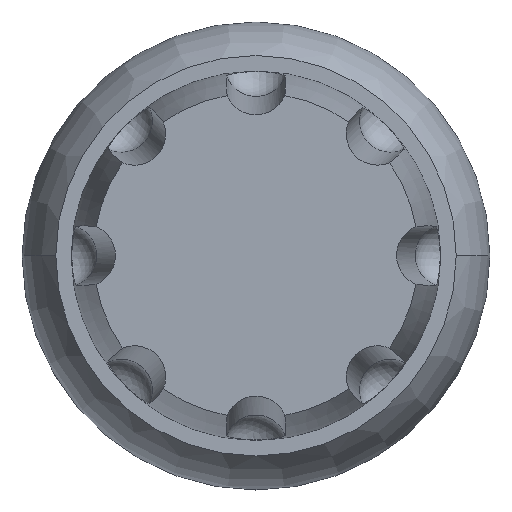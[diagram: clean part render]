
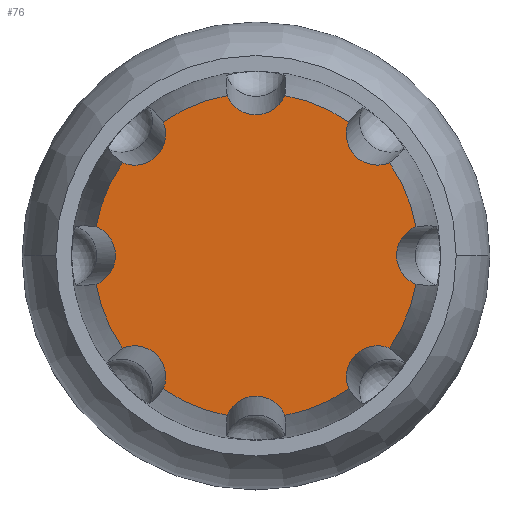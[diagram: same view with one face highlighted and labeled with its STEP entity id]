
A CAD part, top view. The second image highlights one B-rep face of the part: STEP entity #76.
In plain terms, the highlighted planar face has unit normal (0, 0, 1).
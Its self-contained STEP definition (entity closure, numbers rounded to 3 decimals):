
#76=ADVANCED_FACE('',(#156),#157,.T.);
#156=FACE_OUTER_BOUND('',#298,.T.);
#157=PLANE('',#299);
#298=EDGE_LOOP('',(#532,#533,#534,#535,#536,#537,#538,#539,#540,#541,#542,#543,#544,#545,#546,#547));
#299=AXIS2_PLACEMENT_3D('',#548,#549,#550);
#532=ORIENTED_EDGE('',*,*,#1034,.T.);
#533=ORIENTED_EDGE('',*,*,#1026,.T.);
#534=ORIENTED_EDGE('',*,*,#1055,.T.);
#535=ORIENTED_EDGE('',*,*,#1022,.T.);
#536=ORIENTED_EDGE('',*,*,#1056,.T.);
#537=ORIENTED_EDGE('',*,*,#1018,.T.);
#538=ORIENTED_EDGE('',*,*,#1057,.T.);
#539=ORIENTED_EDGE('',*,*,#1049,.T.);
#540=ORIENTED_EDGE('',*,*,#1058,.T.);
#541=ORIENTED_EDGE('',*,*,#1045,.T.);
#542=ORIENTED_EDGE('',*,*,#1059,.T.);
#543=ORIENTED_EDGE('',*,*,#1041,.T.);
#544=ORIENTED_EDGE('',*,*,#1060,.T.);
#545=ORIENTED_EDGE('',*,*,#1037,.T.);
#546=ORIENTED_EDGE('',*,*,#1054,.T.);
#547=ORIENTED_EDGE('',*,*,#1030,.T.);
#548=CARTESIAN_POINT('',(0.,5.193,0.));
#549=DIRECTION('',(0.,0.,1.0));
#550=DIRECTION('',(0.,1.0,0.));
#1018=EDGE_CURVE('',#1232,#1230,#1233,.T.);
#1022=EDGE_CURVE('',#1240,#1238,#1241,.T.);
#1026=EDGE_CURVE('',#1248,#1246,#1249,.T.);
#1030=EDGE_CURVE('',#1256,#1254,#1257,.T.);
#1034=EDGE_CURVE('',#1254,#1248,#1262,.T.);
#1037=EDGE_CURVE('',#1267,#1265,#1268,.T.);
#1041=EDGE_CURVE('',#1275,#1273,#1276,.T.);
#1045=EDGE_CURVE('',#1283,#1281,#1284,.T.);
#1049=EDGE_CURVE('',#1291,#1289,#1292,.T.);
#1054=EDGE_CURVE('',#1265,#1256,#1298,.T.);
#1055=EDGE_CURVE('',#1246,#1240,#1299,.T.);
#1056=EDGE_CURVE('',#1238,#1232,#1300,.T.);
#1057=EDGE_CURVE('',#1230,#1291,#1301,.T.);
#1058=EDGE_CURVE('',#1289,#1283,#1302,.T.);
#1059=EDGE_CURVE('',#1281,#1275,#1303,.T.);
#1060=EDGE_CURVE('',#1273,#1267,#1304,.T.);
#1230=VERTEX_POINT('',#1561);
#1232=VERTEX_POINT('',#1568);
#1233=CIRCLE('',#1569,10.387);
#1238=VERTEX_POINT('',#1612);
#1240=VERTEX_POINT('',#1619);
#1241=CIRCLE('',#1620,10.387);
#1246=VERTEX_POINT('',#1663);
#1248=VERTEX_POINT('',#1670);
#1249=CIRCLE('',#1671,10.387);
#1254=VERTEX_POINT('',#1714);
#1256=VERTEX_POINT('',#1721);
#1257=CIRCLE('',#1722,10.387);
#1262=ELLIPSE('',#1749,2.015,2.0);
#1265=VERTEX_POINT('',#1769);
#1267=VERTEX_POINT('',#1776);
#1268=CIRCLE('',#1777,10.387);
#1273=VERTEX_POINT('',#1820);
#1275=VERTEX_POINT('',#1827);
#1276=CIRCLE('',#1828,10.387);
#1281=VERTEX_POINT('',#1871);
#1283=VERTEX_POINT('',#1878);
#1284=CIRCLE('',#1879,10.387);
#1289=VERTEX_POINT('',#1922);
#1291=VERTEX_POINT('',#1929);
#1292=CIRCLE('',#1930,10.387);
#1298=ELLIPSE('',#1958,2.015,2.0);
#1299=ELLIPSE('',#1959,2.015,2.0);
#1300=ELLIPSE('',#1960,2.015,2.0);
#1301=ELLIPSE('',#1961,2.015,2.0);
#1302=ELLIPSE('',#1962,2.015,2.0);
#1303=ELLIPSE('',#1963,2.015,2.0);
#1304=ELLIPSE('',#1964,2.015,2.0);
#1561=CARTESIAN_POINT('',(-10.222,1.845,0.));
#1568=CARTESIAN_POINT('',(-8.532,5.923,0.));
#1569=AXIS2_PLACEMENT_3D('',#2260,#2261,#2262);
#1612=CARTESIAN_POINT('',(-5.923,8.532,0.));
#1619=CARTESIAN_POINT('',(-1.845,10.222,0.));
#1620=AXIS2_PLACEMENT_3D('',#2263,#2264,#2265);
#1663=CARTESIAN_POINT('',(1.845,10.222,0.));
#1670=CARTESIAN_POINT('',(5.923,8.532,0.));
#1671=AXIS2_PLACEMENT_3D('',#2266,#2267,#2268);
#1714=CARTESIAN_POINT('',(8.532,5.923,0.));
#1721=CARTESIAN_POINT('',(10.222,1.845,0.));
#1722=AXIS2_PLACEMENT_3D('',#2269,#2270,#2271);
#1749=AXIS2_PLACEMENT_3D('',#2275,#2276,#2277);
#1769=CARTESIAN_POINT('',(10.222,-1.845,0.));
#1776=CARTESIAN_POINT('',(8.532,-5.923,0.));
#1777=AXIS2_PLACEMENT_3D('',#2278,#2279,#2280);
#1820=CARTESIAN_POINT('',(5.923,-8.532,0.));
#1827=CARTESIAN_POINT('',(1.845,-10.222,0.));
#1828=AXIS2_PLACEMENT_3D('',#2281,#2282,#2283);
#1871=CARTESIAN_POINT('',(-1.845,-10.222,0.));
#1878=CARTESIAN_POINT('',(-5.923,-8.532,0.));
#1879=AXIS2_PLACEMENT_3D('',#2284,#2285,#2286);
#1922=CARTESIAN_POINT('',(-8.532,-5.923,0.));
#1929=CARTESIAN_POINT('',(-10.222,-1.845,0.));
#1930=AXIS2_PLACEMENT_3D('',#2287,#2288,#2289);
#1958=AXIS2_PLACEMENT_3D('',#2296,#2297,#2298);
#1959=AXIS2_PLACEMENT_3D('',#2299,#2300,#2301);
#1960=AXIS2_PLACEMENT_3D('',#2302,#2303,#2304);
#1961=AXIS2_PLACEMENT_3D('',#2305,#2306,#2307);
#1962=AXIS2_PLACEMENT_3D('',#2308,#2309,#2310);
#1963=AXIS2_PLACEMENT_3D('',#2311,#2312,#2313);
#1964=AXIS2_PLACEMENT_3D('',#2314,#2315,#2316);
#2260=CARTESIAN_POINT('',(0.,0.0,0.));
#2261=DIRECTION('',(0.,-0.0,1.0));
#2262=DIRECTION('',(0.0,1.0,0.0));
#2263=CARTESIAN_POINT('',(0.,0.0,0.));
#2264=DIRECTION('',(0.,-0.0,1.0));
#2265=DIRECTION('',(0.0,1.0,0.0));
#2266=CARTESIAN_POINT('',(0.,0.0,0.));
#2267=DIRECTION('',(0.,-0.0,1.0));
#2268=DIRECTION('',(0.0,1.0,0.0));
#2269=CARTESIAN_POINT('',(0.,0.0,0.));
#2270=DIRECTION('',(0.,-0.0,1.0));
#2271=DIRECTION('',(0.0,1.0,0.0));
#2275=CARTESIAN_POINT('',(7.778,7.778,0.));
#2276=DIRECTION('',(0.,0.,-1.0));
#2277=DIRECTION('',(0.707,0.707,0.));
#2278=CARTESIAN_POINT('',(0.,0.0,0.));
#2279=DIRECTION('',(0.,-0.0,1.0));
#2280=DIRECTION('',(0.0,1.0,0.0));
#2281=CARTESIAN_POINT('',(0.,0.0,0.));
#2282=DIRECTION('',(0.,-0.0,1.0));
#2283=DIRECTION('',(0.0,1.0,0.0));
#2284=CARTESIAN_POINT('',(0.,0.0,0.));
#2285=DIRECTION('',(0.,-0.0,1.0));
#2286=DIRECTION('',(0.0,1.0,0.0));
#2287=CARTESIAN_POINT('',(0.,0.0,0.));
#2288=DIRECTION('',(0.,-0.0,1.0));
#2289=DIRECTION('',(0.0,1.0,0.0));
#2296=CARTESIAN_POINT('',(11.0,0.,0.));
#2297=DIRECTION('',(0.,0.,-1.0));
#2298=DIRECTION('',(1.0,0.,0.));
#2299=CARTESIAN_POINT('',(0.,11.0,0.));
#2300=DIRECTION('',(0.,0.,-1.0));
#2301=DIRECTION('',(0.,1.0,0.));
#2302=CARTESIAN_POINT('',(-7.778,7.778,0.));
#2303=DIRECTION('',(0.,0.,-1.0));
#2304=DIRECTION('',(-0.707,0.707,0.));
#2305=CARTESIAN_POINT('',(-11.0,0.,0.));
#2306=DIRECTION('',(0.,0.,-1.0));
#2307=DIRECTION('',(-1.0,0.,0.));
#2308=CARTESIAN_POINT('',(-7.778,-7.778,0.));
#2309=DIRECTION('',(0.,0.,-1.0));
#2310=DIRECTION('',(-0.707,-0.707,0.));
#2311=CARTESIAN_POINT('',(0.,-11.0,0.));
#2312=DIRECTION('',(0.,0.,-1.0));
#2313=DIRECTION('',(0.,-1.0,0.));
#2314=CARTESIAN_POINT('',(7.778,-7.778,0.));
#2315=DIRECTION('',(0.,0.,-1.0));
#2316=DIRECTION('',(0.707,-0.707,0.));
